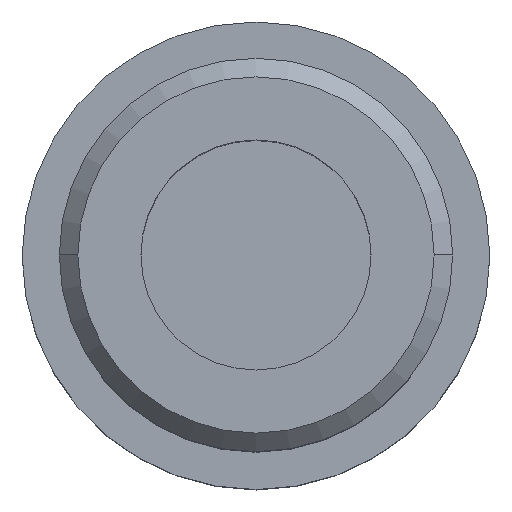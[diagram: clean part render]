
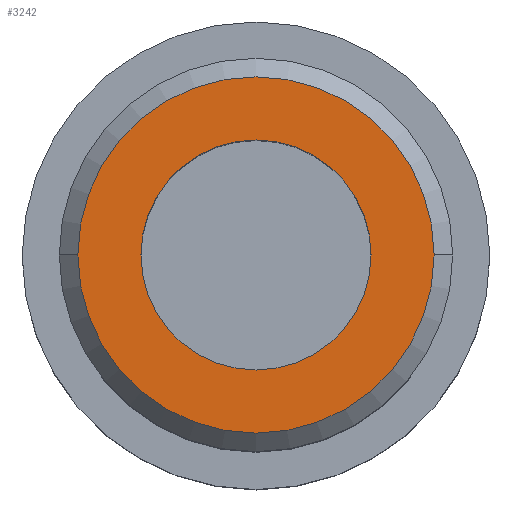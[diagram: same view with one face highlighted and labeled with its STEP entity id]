
A CAD part, top view. The second image highlights one B-rep face of the part: STEP entity #3242.
In plain terms, the highlighted planar face has unit normal (0, 0, 1).
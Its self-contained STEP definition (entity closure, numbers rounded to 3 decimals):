
#71 = EDGE_CURVE ( 'NONE', #3079, #762, #1920, .T. ) ;
#312 = AXIS2_PLACEMENT_3D ( 'NONE', #1478, #425, #2272 ) ;
#371 = EDGE_LOOP ( 'NONE', ( #1611, #1223 ) ) ;
#374 = CARTESIAN_POINT ( 'NONE',  ( 0., 24., 140. ) ) ;
#397 = CARTESIAN_POINT ( 'NONE',  ( -15.5, 0., 140. ) ) ;
#425 = DIRECTION ( 'NONE',  ( 0., 0., -1. ) ) ;
#450 = DIRECTION ( 'NONE',  ( 0., 0., -1. ) ) ;
#455 = DIRECTION ( 'NONE',  ( -1., 0., 0. ) ) ;
#528 = ORIENTED_EDGE ( 'NONE', *, *, #71, .T. ) ;
#689 = CARTESIAN_POINT ( 'NONE',  ( 0., 0., 140. ) ) ;
#762 = VERTEX_POINT ( 'NONE', #397 ) ;
#790 = CARTESIAN_POINT ( 'NONE',  ( 24., 0., 140. ) ) ;
#827 = EDGE_CURVE ( 'NONE', #3258, #1859, #3164, .T. ) ;
#1155 = PLANE ( 'NONE',  #3069 ) ;
#1223 = ORIENTED_EDGE ( 'NONE', *, *, #2284, .F. ) ;
#1478 = CARTESIAN_POINT ( 'NONE',  ( 0., 0., 140. ) ) ;
#1611 = ORIENTED_EDGE ( 'NONE', *, *, #827, .F. ) ;
#1702 = DIRECTION ( 'NONE',  ( 1., 0., 0. ) ) ;
#1713 = DIRECTION ( 'NONE',  ( 0., 0., 1. ) ) ;
#1746 = AXIS2_PLACEMENT_3D ( 'NONE', #689, #450, #2720 ) ;
#1775 = CARTESIAN_POINT ( 'NONE',  ( 0., 0., 140. ) ) ;
#1777 = DIRECTION ( 'NONE',  ( 0., 0., -1. ) ) ;
#1839 = AXIS2_PLACEMENT_3D ( 'NONE', #1775, #3067, #455 ) ;
#1859 = VERTEX_POINT ( 'NONE', #790 ) ;
#1885 = AXIS2_PLACEMENT_3D ( 'NONE', #2789, #1777, #1994 ) ;
#1920 = CIRCLE ( 'NONE', #1746, 15.5 ) ;
#1994 = DIRECTION ( 'NONE',  ( -1., 0., 0. ) ) ;
#2096 = FACE_OUTER_BOUND ( 'NONE', #371, .T. ) ;
#2119 = CARTESIAN_POINT ( 'NONE',  ( 15.5, 0., 140. ) ) ;
#2253 = EDGE_LOOP ( 'NONE', ( #3074, #528 ) ) ;
#2263 = EDGE_CURVE ( 'NONE', #762, #3079, #2416, .T. ) ;
#2272 = DIRECTION ( 'NONE',  ( -1., 0., 0. ) ) ;
#2284 = EDGE_CURVE ( 'NONE', #1859, #3258, #2449, .T. ) ;
#2416 = CIRCLE ( 'NONE', #312, 15.5 ) ;
#2449 = CIRCLE ( 'NONE', #1839, 24. ) ;
#2663 = CARTESIAN_POINT ( 'NONE',  ( -24., 0., 140. ) ) ;
#2720 = DIRECTION ( 'NONE',  ( -1., 0., 0. ) ) ;
#2789 = CARTESIAN_POINT ( 'NONE',  ( 0., 0., 140. ) ) ;
#3067 = DIRECTION ( 'NONE',  ( 0., 0., -1. ) ) ;
#3069 = AXIS2_PLACEMENT_3D ( 'NONE', #374, #1713, #1702 ) ;
#3074 = ORIENTED_EDGE ( 'NONE', *, *, #2263, .T. ) ;
#3079 = VERTEX_POINT ( 'NONE', #2119 ) ;
#3164 = CIRCLE ( 'NONE', #1885, 24. ) ;
#3242 = ADVANCED_FACE ( 'NONE', ( #3388, #2096 ), #1155, .T. ) ;
#3258 = VERTEX_POINT ( 'NONE', #2663 ) ;
#3388 = FACE_BOUND ( 'NONE', #2253, .T. ) ;
